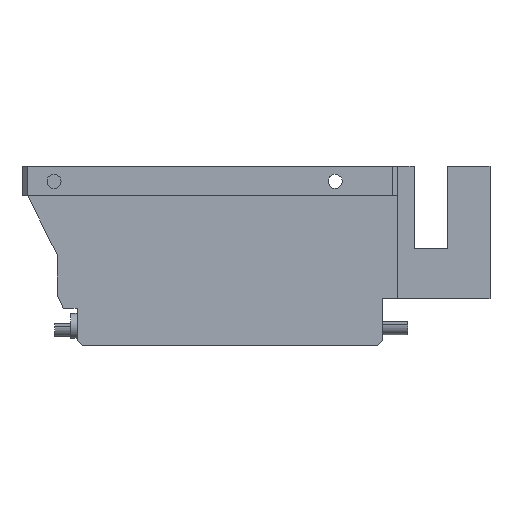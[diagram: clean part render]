
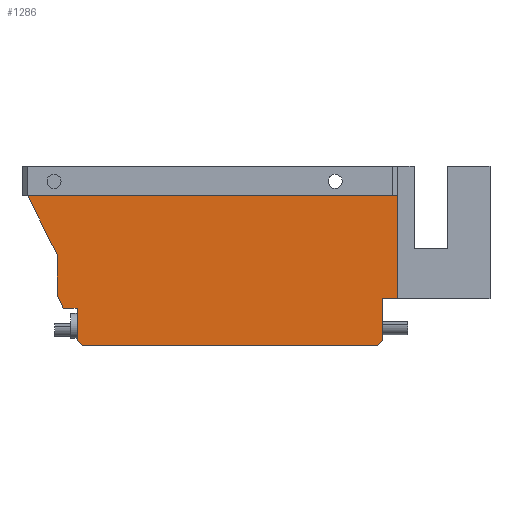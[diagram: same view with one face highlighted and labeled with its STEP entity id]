
A CAD part, left-side view. The second image highlights one B-rep face of the part: STEP entity #1286.
In plain terms, the highlighted planar face has unit normal (-1, 0, 0).
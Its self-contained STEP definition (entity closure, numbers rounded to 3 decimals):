
#162=ORIENTED_EDGE('',*,*,#497,.T.);
#163=ORIENTED_EDGE('',*,*,#513,.F.);
#164=ORIENTED_EDGE('',*,*,#514,.T.);
#165=ORIENTED_EDGE('',*,*,#489,.F.);
#166=ORIENTED_EDGE('',*,*,#515,.F.);
#167=ORIENTED_EDGE('',*,*,#516,.F.);
#168=ORIENTED_EDGE('',*,*,#517,.F.);
#169=ORIENTED_EDGE('',*,*,#518,.F.);
#170=ORIENTED_EDGE('',*,*,#511,.F.);
#171=ORIENTED_EDGE('',*,*,#519,.T.);
#172=ORIENTED_EDGE('',*,*,#455,.T.);
#173=ORIENTED_EDGE('',*,*,#520,.T.);
#455=EDGE_CURVE('',#630,#633,#760,.T.);
#489=EDGE_CURVE('',#661,#662,#786,.T.);
#497=EDGE_CURVE('',#670,#668,#794,.T.);
#511=EDGE_CURVE('',#683,#680,#806,.T.);
#513=EDGE_CURVE('',#685,#668,#807,.T.);
#514=EDGE_CURVE('',#685,#662,#808,.T.);
#515=EDGE_CURVE('',#686,#661,#809,.T.);
#516=EDGE_CURVE('',#687,#686,#810,.T.);
#517=EDGE_CURVE('',#688,#687,#811,.T.);
#518=EDGE_CURVE('',#680,#688,#812,.T.);
#519=EDGE_CURVE('',#683,#630,#813,.F.);
#520=EDGE_CURVE('',#633,#670,#814,.F.);
#630=VERTEX_POINT('',#1869);
#633=VERTEX_POINT('',#1874);
#661=VERTEX_POINT('',#1941);
#662=VERTEX_POINT('',#1943);
#668=VERTEX_POINT('',#1957);
#670=VERTEX_POINT('',#1960);
#680=VERTEX_POINT('',#1982);
#683=VERTEX_POINT('',#1987);
#685=VERTEX_POINT('',#1993);
#686=VERTEX_POINT('',#1996);
#687=VERTEX_POINT('',#1998);
#688=VERTEX_POINT('',#2000);
#760=LINE('',#1875,#919);
#786=LINE('',#1942,#945);
#794=LINE('',#1959,#953);
#806=LINE('',#1988,#965);
#807=LINE('',#1992,#966);
#808=LINE('',#1994,#967);
#809=LINE('',#1995,#968);
#810=LINE('',#1997,#969);
#811=LINE('',#1999,#970);
#812=LINE('',#2001,#971);
#813=LINE('',#2002,#972);
#814=LINE('',#2003,#973);
#919=VECTOR('',#1499,1000.);
#945=VECTOR('',#1551,1000.);
#953=VECTOR('',#1561,1000.);
#965=VECTOR('',#1579,1000.);
#966=VECTOR('',#1584,1000.);
#967=VECTOR('',#1585,1000.);
#968=VECTOR('',#1586,1000.);
#969=VECTOR('',#1587,1000.);
#970=VECTOR('',#1588,1000.);
#971=VECTOR('',#1589,1000.);
#972=VECTOR('',#1590,1000.);
#973=VECTOR('',#1591,1000.);
#1060=EDGE_LOOP('',(#162,#163,#164,#165,#166,#167,#168,#169,#170,#171,#172,
#173));
#1147=FACE_BOUND('',#1060,.T.);
#1227=PLANE('',#1382);
#1286=ADVANCED_FACE('',(#1147),#1227,.T.);
#1382=AXIS2_PLACEMENT_3D('',#1991,#1582,#1583);
#1499=DIRECTION('',(0.,-1.,0.));
#1551=DIRECTION('',(0.,-1.,0.));
#1561=DIRECTION('',(0.,0.,1.));
#1579=DIRECTION('',(0.,0.,1.));
#1582=DIRECTION('',(-1.,0.,0.));
#1583=DIRECTION('',(0.,-1.,0.));
#1584=DIRECTION('',(0.,1.,0.));
#1585=DIRECTION('',(0.,0.,1.));
#1586=DIRECTION('',(0.,0.447,0.894));
#1587=DIRECTION('',(0.,0.,1.));
#1588=DIRECTION('',(0.,0.414,0.91));
#1589=DIRECTION('',(0.,1.,0.));
#1590=DIRECTION('',(0.,0.707,0.707));
#1591=DIRECTION('',(0.,0.707,-0.707));
#1869=CARTESIAN_POINT('',(-19.5,11.314,-17.902));
#1874=CARTESIAN_POINT('',(-19.5,-18.186,-17.902));
#1875=CARTESIAN_POINT('',(-19.5,-3.436,-17.902));
#1941=CARTESIAN_POINT('',(-19.5,16.755,-2.902));
#1942=CARTESIAN_POINT('',(-19.5,13.189,-2.902));
#1943=CARTESIAN_POINT('',(-19.5,-20.186,-2.902));
#1957=CARTESIAN_POINT('',(-19.5,-18.686,-13.202));
#1959=CARTESIAN_POINT('',(-19.5,-18.686,-17.702));
#1960=CARTESIAN_POINT('',(-19.5,-18.686,-17.402));
#1982=CARTESIAN_POINT('',(-19.5,11.814,-14.152));
#1987=CARTESIAN_POINT('',(-19.5,11.814,-17.402));
#1988=CARTESIAN_POINT('',(-19.5,11.814,-17.702));
#1991=CARTESIAN_POINT('',(-19.5,-3.436,-16.302));
#1992=CARTESIAN_POINT('',(-19.5,-3.436,-13.202));
#1993=CARTESIAN_POINT('',(-19.5,-20.186,-13.202));
#1994=CARTESIAN_POINT('',(-19.5,-20.186,-8.027));
#1995=CARTESIAN_POINT('',(-19.5,15.367,-5.678));
#1996=CARTESIAN_POINT('',(-19.5,13.814,-8.784));
#1997=CARTESIAN_POINT('',(-19.5,13.814,-13.402));
#1998=CARTESIAN_POINT('',(-19.5,13.814,-12.753));
#1999=CARTESIAN_POINT('',(-19.5,9.521,-22.194));
#2000=CARTESIAN_POINT('',(-19.5,13.178,-14.152));
#2001=CARTESIAN_POINT('',(-19.5,13.064,-14.152));
#2002=CARTESIAN_POINT('',(-19.5,11.814,-17.402));
#2003=CARTESIAN_POINT('',(-19.5,-18.186,-17.902));
